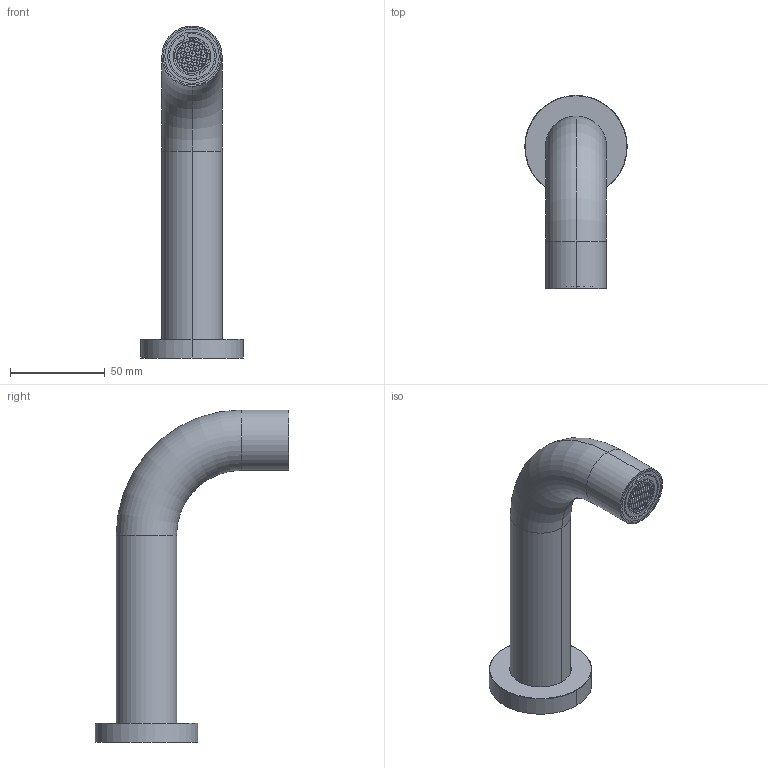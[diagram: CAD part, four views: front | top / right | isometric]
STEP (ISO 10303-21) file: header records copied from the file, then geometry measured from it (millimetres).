
FILE_DESCRIPTION (( 'STEP AP214' ), '1' );
FILE_NAME ('SUSSEX_SCALA_SWO16C_wall_spout_32_x_160_curved_shell.STEP', '2021-08-02T02:34:03', ( '' ), ( '' ), 'SwSTEP 2.0', 'SolidWorks 2020', '' );
FILE_SCHEMA (( 'AUTOMOTIVE_DESIGN' ));
Length unit declared in the file: millimetre
Products named in the file (1): SUSSEX_SCALA_SWO16C_wall_spout_32_x_160_curved_shell
Bounding box: 54 x 102 x 174.9 mm (x, y, z)
Volume: 64707.3 mm3; surface area: 50252.1 mm2
Topology: 3 solids, 3 shells, 280 faces, 984 edges, 530 vertices
Faces by surface type: cylinder 252, plane 18, torus 8, cone 2
Entity records: 19057 total; most frequent: CARTESIAN_POINT 8359, ORIENTED_EDGE 1968, DIRECTION 1156, EDGE_CURVE 984, VERTEX_POINT 530, B_SPLINE_CURVE_WITH_KNOTS 464, VECTOR 446, LINE 446
